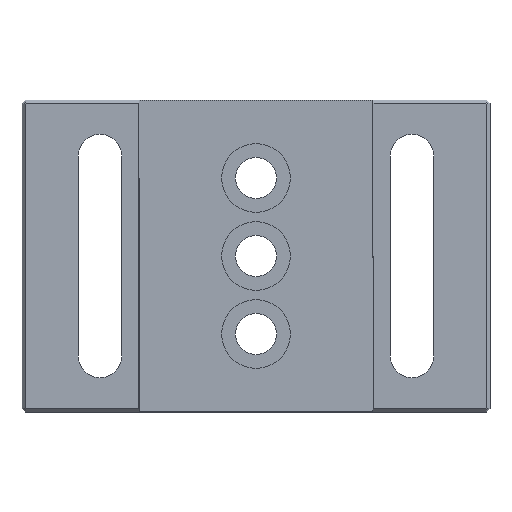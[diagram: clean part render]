
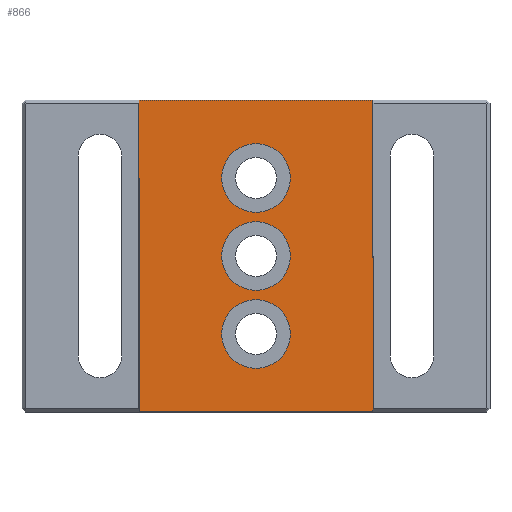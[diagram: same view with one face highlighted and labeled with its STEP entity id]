
A CAD part, front view. The second image highlights one B-rep face of the part: STEP entity #866.
In plain terms, the highlighted planar face has unit normal (0, -1, 0).
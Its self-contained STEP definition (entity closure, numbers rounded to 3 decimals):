
#5 = CARTESIAN_POINT ( 'NONE',  ( 0., -3.75, 5.5 ) ) ;
#16 = EDGE_CURVE ( 'NONE', #663, #484, #134, .T. ) ;
#22 = FACE_OUTER_BOUND ( 'NONE', #794, .T. ) ;
#32 = DIRECTION ( 'NONE',  ( 1., 0., 0. ) ) ;
#60 = VERTEX_POINT ( 'NONE', #1618 ) ;
#86 = CARTESIAN_POINT ( 'NONE',  ( 0., -3.75, 12.5 ) ) ;
#101 = VERTEX_POINT ( 'NONE', #1351 ) ;
#130 = EDGE_CURVE ( 'NONE', #484, #663, #207, .T. ) ;
#134 = CIRCLE ( 'NONE', #943, 5.5 ) ;
#143 = CARTESIAN_POINT ( 'NONE',  ( 0., -3.75, 0. ) ) ;
#157 = EDGE_CURVE ( 'NONE', #729, #687, #519, .T. ) ;
#158 = VECTOR ( 'NONE', #466, 1000. ) ;
#164 = AXIS2_PLACEMENT_3D ( 'NONE', #1189, #936, #924 ) ;
#172 = DIRECTION ( 'NONE',  ( 0., 1., 0. ) ) ;
#206 = DIRECTION ( 'NONE',  ( 0., 0., -1. ) ) ;
#207 = CIRCLE ( 'NONE', #1336, 5.5 ) ;
#271 = VERTEX_POINT ( 'NONE', #1116 ) ;
#308 = CARTESIAN_POINT ( 'NONE',  ( 0., -3.75, 0. ) ) ;
#343 = FACE_BOUND ( 'NONE', #734, .T. ) ;
#345 = CIRCLE ( 'NONE', #1538, 5.5 ) ;
#369 = LINE ( 'NONE', #1638, #1645 ) ;
#389 = DIRECTION ( 'NONE',  ( 0., 1., 0. ) ) ;
#392 = CARTESIAN_POINT ( 'NONE',  ( 0., -3.75, -5.5 ) ) ;
#406 = VECTOR ( 'NONE', #32, 1000. ) ;
#425 = DIRECTION ( 'NONE',  ( 0., 0., -1. ) ) ;
#429 = CARTESIAN_POINT ( 'NONE',  ( 0., -3.75, 12.5 ) ) ;
#441 = EDGE_CURVE ( 'NONE', #1273, #1163, #345, .T. ) ;
#458 = ORIENTED_EDGE ( 'NONE', *, *, #1203, .T. ) ;
#466 = DIRECTION ( 'NONE',  ( 0., 0., -1. ) ) ;
#484 = VERTEX_POINT ( 'NONE', #625 ) ;
#507 = ORIENTED_EDGE ( 'NONE', *, *, #1729, .T. ) ;
#519 = CIRCLE ( 'NONE', #651, 5.5 ) ;
#537 = EDGE_CURVE ( 'NONE', #1163, #1273, #1176, .T. ) ;
#569 = DIRECTION ( 'NONE',  ( 0., -1., 0. ) ) ;
#573 = ORIENTED_EDGE ( 'NONE', *, *, #441, .T. ) ;
#580 = DIRECTION ( 'NONE',  ( 0., 0., -1. ) ) ;
#587 = LINE ( 'NONE', #1655, #406 ) ;
#625 = CARTESIAN_POINT ( 'NONE',  ( 0., -3.75, 18. ) ) ;
#649 = ORIENTED_EDGE ( 'NONE', *, *, #1297, .T. ) ;
#651 = AXIS2_PLACEMENT_3D ( 'NONE', #143, #172, #425 ) ;
#663 = VERTEX_POINT ( 'NONE', #1720 ) ;
#674 = LINE ( 'NONE', #1436, #756 ) ;
#687 = VERTEX_POINT ( 'NONE', #5 ) ;
#712 = DIRECTION ( 'NONE',  ( 0., 0., 1. ) ) ;
#723 = DIRECTION ( 'NONE',  ( 0., 1., 0. ) ) ;
#729 = VERTEX_POINT ( 'NONE', #392 ) ;
#734 = EDGE_LOOP ( 'NONE', ( #573, #974 ) ) ;
#754 = DIRECTION ( 'NONE',  ( 0., 1., 0. ) ) ;
#756 = VECTOR ( 'NONE', #1307, 1000. ) ;
#783 = DIRECTION ( 'NONE',  ( 0., 0., -1. ) ) ;
#794 = EDGE_LOOP ( 'NONE', ( #1137, #1755, #458, #507 ) ) ;
#822 = FACE_BOUND ( 'NONE', #1341, .T. ) ;
#836 = ORIENTED_EDGE ( 'NONE', *, *, #157, .T. ) ;
#866 = ADVANCED_FACE ( 'NONE', ( #1240, #343, #822, #22 ), #1649, .T. ) ;
#923 = DIRECTION ( 'NONE',  ( 0., 0., -1. ) ) ;
#924 = DIRECTION ( 'NONE',  ( 0., 0., -1. ) ) ;
#936 = DIRECTION ( 'NONE',  ( 0., 1., 0. ) ) ;
#939 = EDGE_CURVE ( 'NONE', #1425, #271, #587, .T. ) ;
#943 = AXIS2_PLACEMENT_3D ( 'NONE', #86, #1066, #783 ) ;
#945 = CARTESIAN_POINT ( 'NONE',  ( 0., -3.75, -18. ) ) ;
#967 = CIRCLE ( 'NONE', #1455, 5.5 ) ;
#974 = ORIENTED_EDGE ( 'NONE', *, *, #537, .T. ) ;
#1061 = EDGE_LOOP ( 'NONE', ( #836, #649 ) ) ;
#1066 = DIRECTION ( 'NONE',  ( 0., 1., 0. ) ) ;
#1116 = CARTESIAN_POINT ( 'NONE',  ( 18.75, -3.75, -25. ) ) ;
#1117 = ORIENTED_EDGE ( 'NONE', *, *, #130, .T. ) ;
#1137 = ORIENTED_EDGE ( 'NONE', *, *, #939, .T. ) ;
#1163 = VERTEX_POINT ( 'NONE', #1446 ) ;
#1174 = AXIS2_PLACEMENT_3D ( 'NONE', #308, #569, #580 ) ;
#1176 = CIRCLE ( 'NONE', #164, 5.5 ) ;
#1189 = CARTESIAN_POINT ( 'NONE',  ( 0., -3.75, -12.5 ) ) ;
#1197 = CARTESIAN_POINT ( 'NONE',  ( 0., -3.75, 0. ) ) ;
#1203 = EDGE_CURVE ( 'NONE', #60, #101, #674, .T. ) ;
#1236 = CARTESIAN_POINT ( 'NONE',  ( -18.75, -3.75, -25. ) ) ;
#1240 = FACE_BOUND ( 'NONE', #1061, .T. ) ;
#1273 = VERTEX_POINT ( 'NONE', #945 ) ;
#1297 = EDGE_CURVE ( 'NONE', #687, #729, #967, .T. ) ;
#1307 = DIRECTION ( 'NONE',  ( -1., 0., 0. ) ) ;
#1318 = ORIENTED_EDGE ( 'NONE', *, *, #16, .T. ) ;
#1336 = AXIS2_PLACEMENT_3D ( 'NONE', #429, #723, #1506 ) ;
#1341 = EDGE_LOOP ( 'NONE', ( #1318, #1117 ) ) ;
#1351 = CARTESIAN_POINT ( 'NONE',  ( -18.75, -3.75, 25. ) ) ;
#1425 = VERTEX_POINT ( 'NONE', #1236 ) ;
#1429 = CARTESIAN_POINT ( 'NONE',  ( -18.75, -3.75, 29.261 ) ) ;
#1436 = CARTESIAN_POINT ( 'NONE',  ( -37.5, -3.75, 25. ) ) ;
#1446 = CARTESIAN_POINT ( 'NONE',  ( 0., -3.75, -7. ) ) ;
#1448 = CARTESIAN_POINT ( 'NONE',  ( 0., -3.75, -12.5 ) ) ;
#1455 = AXIS2_PLACEMENT_3D ( 'NONE', #1197, #389, #923 ) ;
#1475 = LINE ( 'NONE', #1429, #158 ) ;
#1483 = EDGE_CURVE ( 'NONE', #271, #60, #369, .T. ) ;
#1506 = DIRECTION ( 'NONE',  ( 0., 0., -1. ) ) ;
#1538 = AXIS2_PLACEMENT_3D ( 'NONE', #1448, #754, #206 ) ;
#1618 = CARTESIAN_POINT ( 'NONE',  ( 18.75, -3.75, 25. ) ) ;
#1638 = CARTESIAN_POINT ( 'NONE',  ( 18.75, -3.75, 29.261 ) ) ;
#1645 = VECTOR ( 'NONE', #712, 1000. ) ;
#1649 = PLANE ( 'NONE',  #1174 ) ;
#1655 = CARTESIAN_POINT ( 'NONE',  ( -37.5, -3.75, -25. ) ) ;
#1720 = CARTESIAN_POINT ( 'NONE',  ( 0., -3.75, 7. ) ) ;
#1729 = EDGE_CURVE ( 'NONE', #101, #1425, #1475, .T. ) ;
#1755 = ORIENTED_EDGE ( 'NONE', *, *, #1483, .T. ) ;
